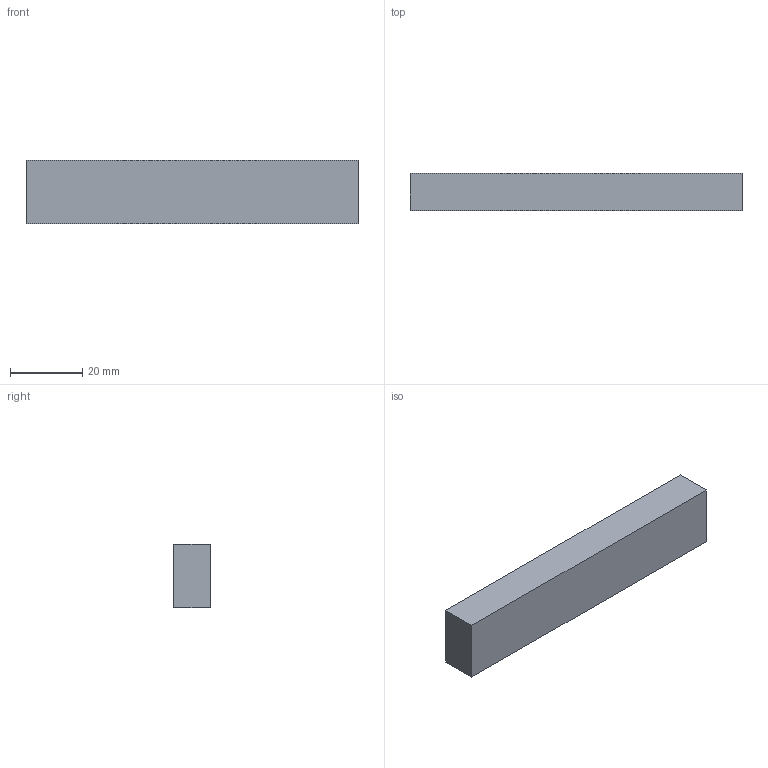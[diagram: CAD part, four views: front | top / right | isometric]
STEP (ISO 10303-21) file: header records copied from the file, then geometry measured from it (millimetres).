
FILE_DESCRIPTION(/* description */ (''),/* implementation_level */ '2;1');
FILE_NAME(/* name */ 'Support soudure rsistance v2.step',/* time_stamp */ '2023-07-21T15:27:47+02:00',/* author */ (''),/* organization */ (''),/* preprocessor_version */ 'ST-DEVELOPER v19.2',/* originating_system */ 'Autodesk Translation Framework v12.6.0.85',/* authorisation */ '');
FILE_SCHEMA (('AUTOMOTIVE_DESIGN { 1 0 10303 214 3 1 1 }'));
Length unit declared in the file: millimetre
Products named in the file (1): Support soudure résistance
Bounding box: 92 x 10.25 x 17.5 mm (x, y, z)
Volume: 15701.2 mm3; surface area: 6186 mm2
Topology: 1 solids, 1 shells, 29 faces, 74 edges, 48 vertices
Faces by surface type: plane 29
Entity records: 896 total; most frequent: CARTESIAN_POINT 152, ORIENTED_EDGE 148, DIRECTION 134, LINE 74, VECTOR 74, EDGE_CURVE 74, VERTEX_POINT 48, EDGE_LOOP 30
